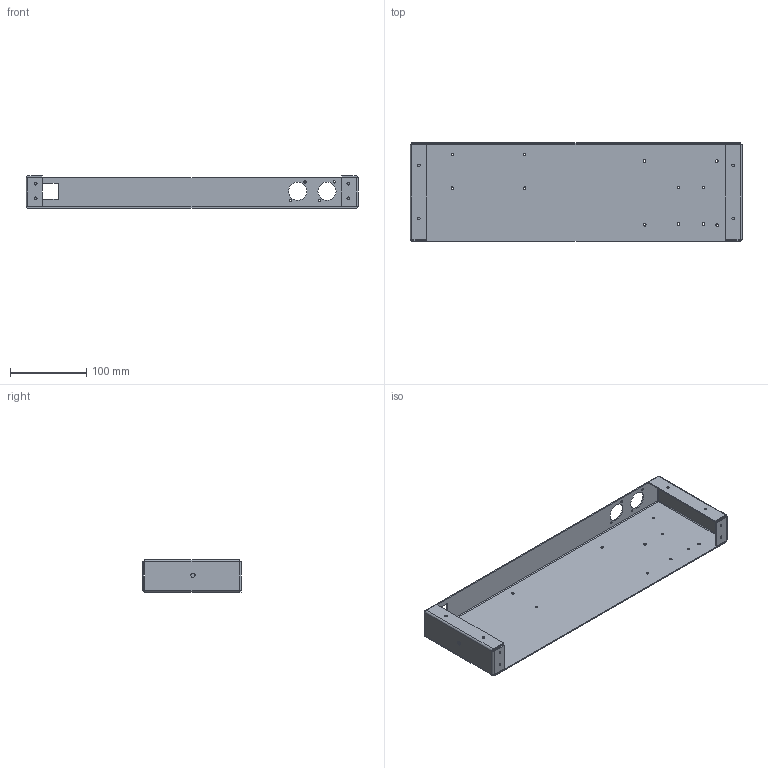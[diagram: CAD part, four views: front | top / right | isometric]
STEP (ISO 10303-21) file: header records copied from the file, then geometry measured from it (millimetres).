
FILE_DESCRIPTION(('FreeCAD Model'),'2;1');
FILE_NAME('Open CASCADE Shape Model','2025-07-08T23:13:20',(''),(''), 'Open CASCADE STEP processor 7.8','FreeCAD','Unknown');
FILE_SCHEMA(('AUTOMOTIVE_DESIGN { 1 0 10303 214 1 1 1 1 }'));
Length unit declared in the file: millimetre
Products named in the file (1): Bottom
Bounding box: 436.8 x 129.5 x 42.42 mm (x, y, z)
Volume: 131322.2 mm3; surface area: 178162.4 mm2
Topology: 1 solids, 1 shells, 81 faces, 209 edges, 130 vertices
Faces by surface type: cylinder 41, plane 40
Full cylindrical faces by diameter (mm): 3 x4, 3.3 x12, 3.4 x8, 5.5 x1, 24 x2
Entity records: 2595 total; most frequent: DIRECTION 455, CARTESIAN_POINT 421, ORIENTED_EDGE 418, EDGE_CURVE 209, AXIS2_PLACEMENT_3D 164, FACE_BOUND 137, EDGE_LOOP 137, VERTEX_POINT 130
